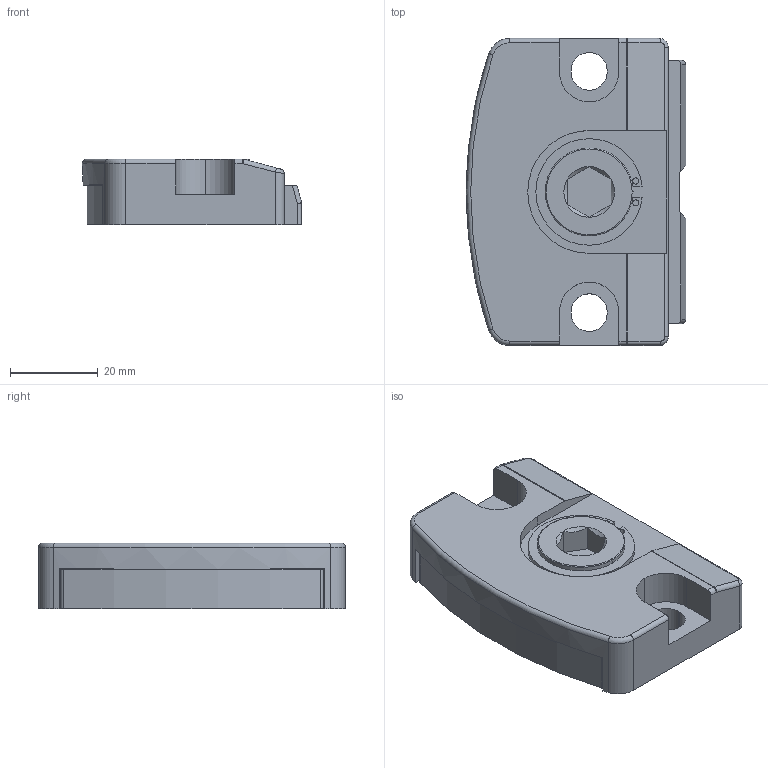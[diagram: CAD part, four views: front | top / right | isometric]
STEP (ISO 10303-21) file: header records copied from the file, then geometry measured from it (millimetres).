
FILE_DESCRIPTION (( 'STEP AP203' ), '1' );
FILE_NAME ('qlscl15nr.STEP', '2021-10-21T08:34:36', ( '' ), ( '' ), 'SwSTEP 2.0', 'SolidWorks 2020', '' );
FILE_SCHEMA (( 'CONFIG_CONTROL_DESIGN' ));
Length unit declared in the file: millimetre
Products named in the file (3): qlscl15nr; qlscl15nr_02; qlscl15nr_01
Assembly tree (2 placements, depth 2):
  qlscl15nr
    qlscl15nr_01
    qlscl15nr_02
Bounding box: 50 x 70 x 15 mm (x, y, z)
Volume: 40786.8 mm3; surface area: 16585.2 mm2
Topology: 2 solids, 2 shells, 145 faces, 381 edges, 240 vertices
Faces by surface type: plane 70, cylinder 58, cone 6, torus 5, bspline 4, sphere 2
Entity records: 4879 total; most frequent: CARTESIAN_POINT 965, DIRECTION 780, ORIENTED_EDGE 754, EDGE_CURVE 377, AXIS2_PLACEMENT_3D 275, VERTEX_POINT 240, LINE 230, VECTOR 230
